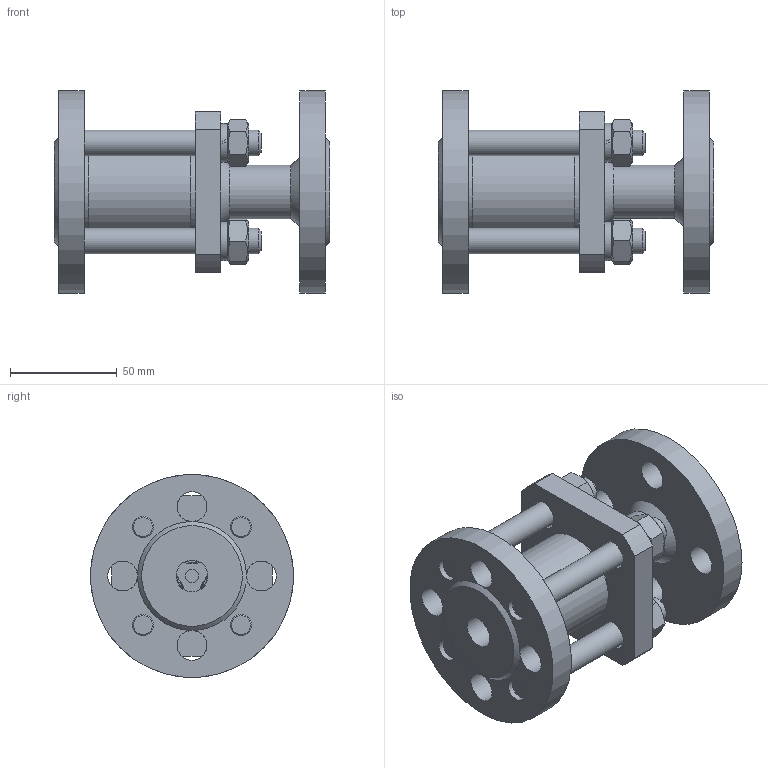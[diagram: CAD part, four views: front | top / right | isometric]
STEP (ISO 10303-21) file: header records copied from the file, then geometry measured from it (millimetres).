
FILE_DESCRIPTION((''),'2;1');
FILE_NAME('ФБ41 010 015 000.stp','2015-03-19T10:52:58',('��������'),(''),'Autodesk Inventor 2013','Autodesk Inventor 2013','');
FILE_SCHEMA(('AUTOMOTIVE_DESIGN { 1 0 10303 214 1 1 1 1 }'));
Length unit declared in the file: millimetre
Products named in the file (17): ФБ41 010 015 000; ФБ41 020 015 001; ФБ41 010 015 001; ФБ41 010 020 030; ФБ41 010 020 030_Сварные швы; ФБ41 010 020 031; ФБ41 010 020 033; ФБ41 010 015 012; ФБ41 020 015 005; ФБ41 020 015 003; ФБ41 020 015 002; ФБ41 010 020 001; Шайба ГОСТ 6402-70 12 N; Гайка ГОСТ 5915-70 M12; ФБ41 020 015 014; Пружина сжатия; Пружина сжатия1
Assembly tree (26 placements, depth 3):
  ФБ41 010 015 000
    ФБ41 020 015 001
    ФБ41 010 015 001
    ФБ41 010 020 030
      ФБ41 010 020 030_Сварные швы
      ФБ41 010 020 031
      ФБ41 010 020 033
      ФБ41 010 015 012
    ФБ41 020 015 005
    ФБ41 020 015 003  x2
    ФБ41 020 015 002
    ФБ41 010 020 001  x4
    Шайба ГОСТ 6402-70 12 N  x4
    Гайка ГОСТ 5915-70 M12  x4
    ФБ41 020 015 014
    Пружина сжатия
      Пружина сжатия1
Bounding box: 129 x 95 x 95 mm (x, y, z)
Volume: 328054.4 mm3; surface area: 117319.1 mm2
Topology: 27 solids, 27 shells, 277 faces, 625 edges, 400 vertices
Faces by surface type: plane 118, cylinder 86, cone 62, bspline 11
Full cylindrical faces by diameter (mm): 6 x2, 10.1 x4, 10.106 x4, 12 x5, 14 x12, 15 x4, 20 x1, 21 x1, 23 x5, 24 x1, 25 x3, 27 x2, 28 x8, 30.8 x1, 31.376 x1, 33 x3, 33.5 x1, 34 x1, 40 x6, 44 x1, 95 x2
Entity records: 7185 total; most frequent: CARTESIAN_POINT 2440, DIRECTION 1002, ORIENTED_EDGE 664, AXIS2_PLACEMENT_3D 473, EDGE_LOOP 364, EDGE_CURVE 332, VERTEX_POINT 264, CIRCLE 236
